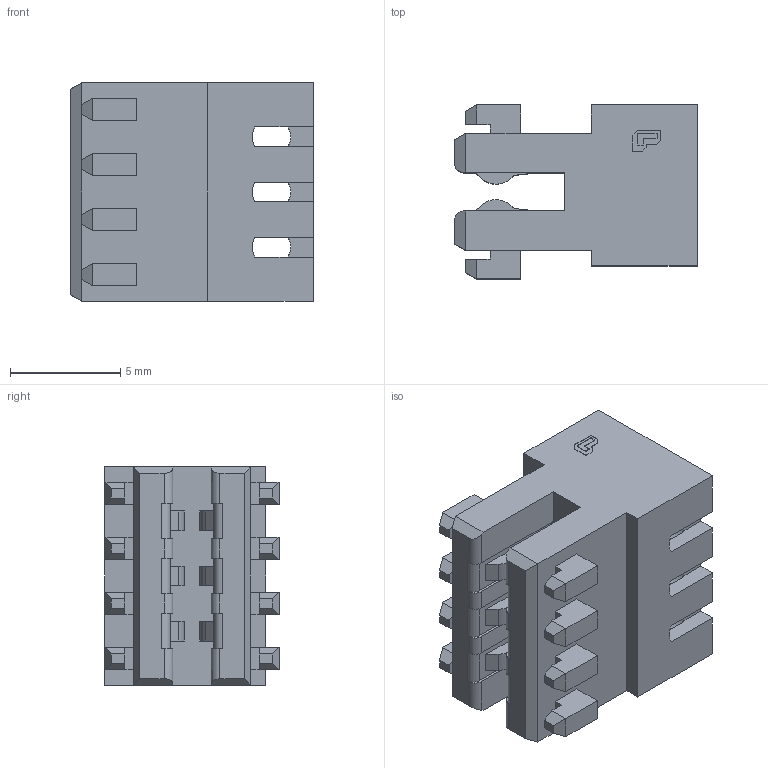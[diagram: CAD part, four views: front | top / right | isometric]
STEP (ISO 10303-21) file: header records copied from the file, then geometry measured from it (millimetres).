
FILE_DESCRIPTION(('Creo Elements/Direct Modeling STEP Export'),'2;1');
FILE_NAME('model.stp','2012-07-24T14:53:41',(''),(''),'Creo Elements/Direct Modeling STEP processor for AP214 (Solid Model)','Creo Elements/Direct Modeling 18.0B 02-Dec-2011 (C) Parametric Technology GmbH','');
FILE_SCHEMA(('AUTOMOTIVE_DESIGN { 1 0 10303 214 1 1 1 1 }'));
Length unit declared in the file: millimetre
Products named in the file (2): 352100_03
Assembly tree (1 placements, depth 2):
  352100_03
    352100_03
Bounding box: 11 x 7.9 x 9.9 mm (x, y, z)
Volume: 552.2 mm3; surface area: 779.4 mm2
Topology: 1 solids, 1 shells, 254 faces, 688 edges, 452 vertices
Faces by surface type: plane 201, cylinder 53
Entity records: 8119 total; most frequent: ORIENTED_EDGE 1376, CARTESIAN_POINT 1368, DIRECTION 1266, EDGE_CURVE 688, VECTOR 566, LINE 566, VERTEX_POINT 452, AXIS2_PLACEMENT_3D 350
